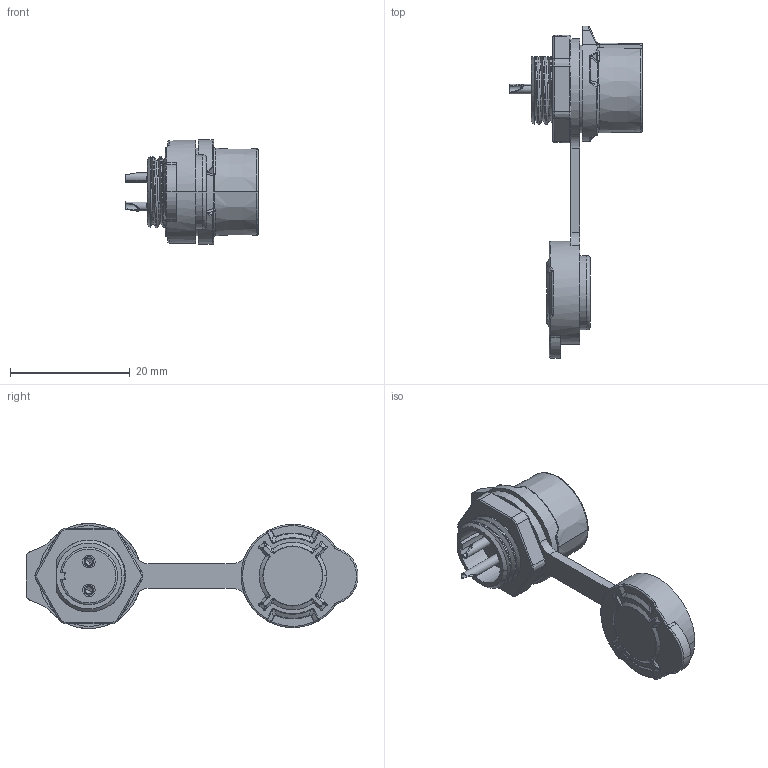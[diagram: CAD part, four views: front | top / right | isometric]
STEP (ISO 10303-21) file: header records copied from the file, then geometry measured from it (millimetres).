
FILE_DESCRIPTION (( 'STEP AP203' ), '1' );
FILE_NAME ('LP-12两芯单孔插座组件（无LOGO塑胶款）.STEP', '2018-04-12T07:02:11', ( 'John' ), ( '' ), 'SwSTEP 2.0', 'SolidWorks 2015', '' );
FILE_SCHEMA (( 'CONFIG_CONTROL_DESIGN' ));
Length unit declared in the file: millimetre
Products named in the file (7): 1.0譫渀 (12倰); LP12 謗郋譫呿蝶郪璃; LP-12两芯单孔插座组件（无LOGO塑胶款）; 202-0109-00  LP-12等謂呿蝶釱赽ㄗ拸LOGOㄘ; 503-0103-00  LP-12等謂釱赽滅阨蝶菜ㄗ拸LOGOㄘ; 201-0115-00  LP-12呿蝶蹟譫; LP12 謗郋譫呿蝶璃
Assembly tree (7 placements, depth 3):
  LP-12两芯单孔插座组件（无LOGO塑胶款）
    202-0109-00  LP-12等謂呿蝶釱赽ㄗ拸LOGOㄘ
    503-0103-00  LP-12等謂釱赽滅阨蝶菜ㄗ拸LOGOㄘ
    201-0115-00  LP-12呿蝶蹟譫
    LP12 謗郋譫呿蝶郪璃
      LP12 謗郋譫呿蝶璃
      1.0譫渀 (12倰)  x2
Bounding box: 22.2 x 55.42 x 17.54 mm (x, y, z)
Volume: 3382.1 mm3; surface area: 5498.8 mm2
Topology: 6 solids, 6 shells, 669 faces, 1643 edges, 985 vertices
Faces by surface type: cylinder 211, bspline 151, plane 142, torus 86, cone 61, sphere 18
Entity records: 34263 total; most frequent: CARTESIAN_POINT 19928, ORIENTED_EDGE 3042, DIRECTION 2696, EDGE_CURVE 1521, AXIS2_PLACEMENT_3D 1109, VERTEX_POINT 922, EDGE_LOOP 659, ADVANCED_FACE 629
